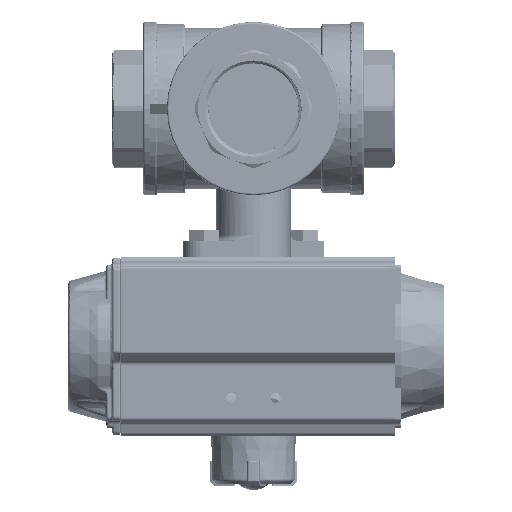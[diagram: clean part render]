
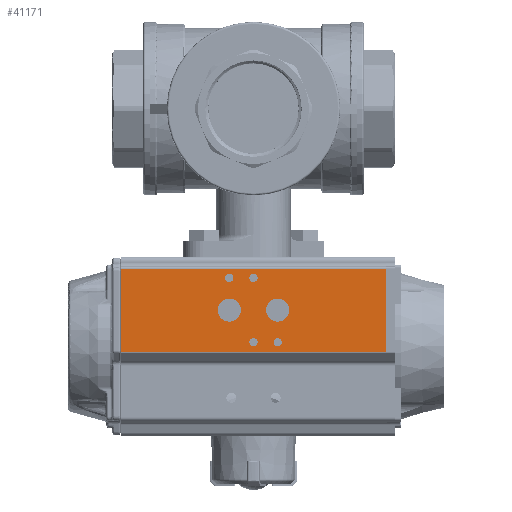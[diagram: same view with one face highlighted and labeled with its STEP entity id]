
A CAD part, front view. The second image highlights one B-rep face of the part: STEP entity #41171.
In plain terms, the highlighted face is planar.
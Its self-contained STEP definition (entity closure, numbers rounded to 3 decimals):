
#838=PLANE('',#44675);
#3265=LINE('',#79226,#6037);
#3287=LINE('',#79315,#6059);
#6037=VECTOR('',#51944,1000.);
#6059=VECTOR('',#52014,1000.);
#8658=B_SPLINE_CURVE_WITH_KNOTS('',3,(#79125,#79126,#79127,#79128),
 .UNSPECIFIED.,.F.,.F.,(4,4),(0.,1.),.UNSPECIFIED.);
#8662=B_SPLINE_CURVE_WITH_KNOTS('',3,(#79377,#79378,#79379,#79380),
 .UNSPECIFIED.,.F.,.F.,(4,4),(0.,1.),
 .UNSPECIFIED.);
#16415=ORIENTED_EDGE('',*,*,#25176,.F.);
#16416=ORIENTED_EDGE('',*,*,#25247,.T.);
#16417=ORIENTED_EDGE('',*,*,#25221,.T.);
#16418=ORIENTED_EDGE('',*,*,#25151,.T.);
#16419=ORIENTED_EDGE('',*,*,#25152,.T.);
#16420=ORIENTED_EDGE('',*,*,#25154,.T.);
#16421=ORIENTED_EDGE('',*,*,#25156,.T.);
#16422=ORIENTED_EDGE('',*,*,#25158,.T.);
#16423=ORIENTED_EDGE('',*,*,#25160,.T.);
#16424=ORIENTED_EDGE('',*,*,#25162,.T.);
#25151=EDGE_CURVE('',#30131,#30134,#8658,.T.);
#25152=EDGE_CURVE('',#30135,#30135,#33187,.F.);
#25154=EDGE_CURVE('',#30137,#30137,#33189,.F.);
#25156=EDGE_CURVE('',#30139,#30139,#33191,.F.);
#25158=EDGE_CURVE('',#30141,#30141,#33193,.F.);
#25160=EDGE_CURVE('',#30143,#30143,#33195,.F.);
#25162=EDGE_CURVE('',#30145,#30145,#33197,.F.);
#25176=EDGE_CURVE('',#30173,#30134,#3265,.T.);
#25221=EDGE_CURVE('',#30217,#30131,#3287,.T.);
#25247=EDGE_CURVE('',#30173,#30217,#8662,.T.);
#30131=VERTEX_POINT('',#79119);
#30134=VERTEX_POINT('',#79124);
#30135=VERTEX_POINT('',#79131);
#30137=VERTEX_POINT('',#79136);
#30139=VERTEX_POINT('',#79141);
#30141=VERTEX_POINT('',#79146);
#30143=VERTEX_POINT('',#79151);
#30145=VERTEX_POINT('',#79156);
#30173=VERTEX_POINT('',#79225);
#30217=VERTEX_POINT('',#79316);
#33187=CIRCLE('',#44571,5.723);
#33189=CIRCLE('',#44574,5.723);
#33191=CIRCLE('',#44577,2.067);
#33193=CIRCLE('',#44580,2.067);
#33195=CIRCLE('',#44583,2.067);
#33197=CIRCLE('',#44586,2.067);
#35628=EDGE_LOOP('',(#16415,#16416,#16417,#16418));
#35629=EDGE_LOOP('',(#16419));
#35630=EDGE_LOOP('',(#16420));
#35631=EDGE_LOOP('',(#16421));
#35632=EDGE_LOOP('',(#16422));
#35633=EDGE_LOOP('',(#16423));
#35634=EDGE_LOOP('',(#16424));
#38494=FACE_BOUND('',#35628,.T.);
#38495=FACE_BOUND('',#35629,.T.);
#38496=FACE_BOUND('',#35630,.T.);
#38497=FACE_BOUND('',#35631,.T.);
#38498=FACE_BOUND('',#35632,.T.);
#38499=FACE_BOUND('',#35633,.T.);
#38500=FACE_BOUND('',#35634,.T.);
#41171=ADVANCED_FACE('',(#38494,#38495,#38496,#38497,#38498,#38499,#38500),
#838,.T.);
#44571=AXIS2_PLACEMENT_3D('',#79130,#51832,#51833);
#44574=AXIS2_PLACEMENT_3D('',#79135,#51838,#51839);
#44577=AXIS2_PLACEMENT_3D('',#79140,#51844,#51845);
#44580=AXIS2_PLACEMENT_3D('',#79145,#51850,#51851);
#44583=AXIS2_PLACEMENT_3D('',#79150,#51856,#51857);
#44586=AXIS2_PLACEMENT_3D('',#79155,#51862,#51863);
#44675=AXIS2_PLACEMENT_3D('',#79376,#52085,#52086);
#51832=DIRECTION('',(1.,0.,0.));
#51833=DIRECTION('',(0.,0.,-1.));
#51838=DIRECTION('',(1.,0.,0.));
#51839=DIRECTION('',(0.,0.,-1.));
#51844=DIRECTION('',(1.,0.,0.));
#51845=DIRECTION('',(0.,0.,-1.));
#51850=DIRECTION('',(1.,0.,0.));
#51851=DIRECTION('',(0.,0.,-1.));
#51856=DIRECTION('',(1.,0.,0.));
#51857=DIRECTION('',(0.,0.,-1.));
#51862=DIRECTION('',(1.,0.,0.));
#51863=DIRECTION('',(0.,0.,-1.));
#51944=DIRECTION('',(0.,1.,0.));
#52014=DIRECTION('',(0.,1.,0.));
#52085=DIRECTION('',(1.,0.,0.));
#52086=DIRECTION('',(0.,1.,0.));
#79119=CARTESIAN_POINT('',(47.,2.864,0.));
#79124=CARTESIAN_POINT('',(47.,2.864,132.));
#79125=CARTESIAN_POINT('',(47.,2.864,0.));
#79126=CARTESIAN_POINT('',(47.,2.864,44.));
#79127=CARTESIAN_POINT('',(47.,2.864,88.));
#79128=CARTESIAN_POINT('',(47.,2.864,132.));
#79130=CARTESIAN_POINT('',(47.,-17.971,54.));
#79131=CARTESIAN_POINT('',(47.,-17.971,48.278));
#79135=CARTESIAN_POINT('',(47.,-17.971,78.));
#79136=CARTESIAN_POINT('',(47.,-17.971,72.278));
#79140=CARTESIAN_POINT('',(47.,-33.971,54.));
#79141=CARTESIAN_POINT('',(47.,-33.971,51.933));
#79145=CARTESIAN_POINT('',(47.,-1.971,78.));
#79146=CARTESIAN_POINT('',(47.,-1.971,75.933));
#79150=CARTESIAN_POINT('',(47.,-1.971,66.));
#79151=CARTESIAN_POINT('',(47.,-1.971,63.933));
#79155=CARTESIAN_POINT('',(47.,-33.971,66.));
#79156=CARTESIAN_POINT('',(47.,-33.971,63.933));
#79225=CARTESIAN_POINT('',(47.,-38.493,132.));
#79226=CARTESIAN_POINT('',(47.,-2.42,132.));
#79315=CARTESIAN_POINT('',(47.,-38.493,0.));
#79316=CARTESIAN_POINT('',(47.,-38.493,0.));
#79376=CARTESIAN_POINT('',(47.,-38.493,0.));
#79377=CARTESIAN_POINT('',(47.,-38.493,132.));
#79378=CARTESIAN_POINT('',(47.,-38.493,88.));
#79379=CARTESIAN_POINT('',(47.,-38.493,44.));
#79380=CARTESIAN_POINT('',(47.,-38.493,0.));
